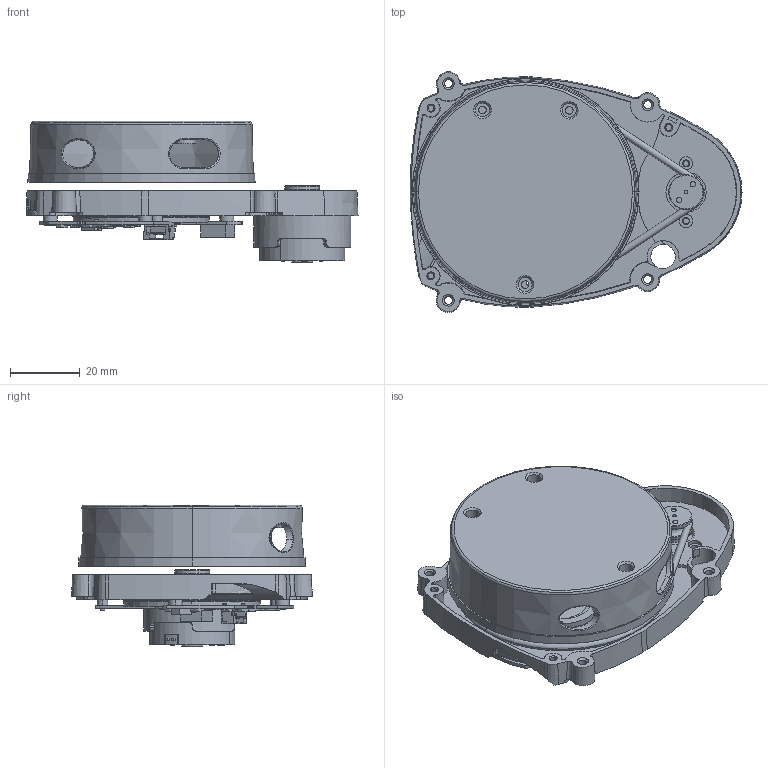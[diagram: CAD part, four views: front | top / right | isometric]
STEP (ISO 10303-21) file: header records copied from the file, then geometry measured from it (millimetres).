
FILE_DESCRIPTION((''),'2;1');
FILE_NAME('S4-ZY-1__ASM','2022-06-10T13:43:46',('EAI0193'),(''),'CREO PARAMETRIC BY PTC INC, 2019224','CREO PARAMETRIC BY PTC INC, 2019224','');
FILE_SCHEMA(('AUTOMOTIVE_DESIGN { 1 0 10303 214 1 1 1 1 }'));
Length unit declared in the file: metre
Products named in the file (69): 01_03_010128_ZY00; _-120001; _-240001; _-360001; _-480001; _-600001; _-720001; _-840001; _-960001; _-1080001; _-1200001; _-1320001; _-1440001; _-1560001; _-1680001; _-1800001; _-1920001; _-2040001; _-2160001; _-2280001; _-2400001; _-2520001; _-2640001; _-2760001; _-2880001; _-3000001; _-3120001; _-3240001; _-3360001; _-3480001; _-3600001; _-3720001; _-3840001; _-3960001; _-4080001; _-4200001; _-4320001; _-4440001; _-4560001; _-4680001 ...
Assembly tree (68 placements, depth 3):
  S4-ZY-1__ASM
    S4-ZY-1__1_ASM
      01_03_010128_ZY00
      _-120001
      _-240001
      _-360001
      _-480001
      _-600001
      _-720001
      _-840001
      _-960001
      _-1080001
      _-1200001
      _-1320001
      _-1440001
      _-1560001
      _-1680001
      _-1800001
      _-1920001
      _-2040001
      _-2160001
      _-2280001
      _-2400001
      _-2520001
      _-2640001
      _-2760001
      _-2880001
      _-3000001
      _-3120001
      _-3240001
      _-3360001
      _-3480001
      _-3600001
      _-3720001
      _-3840001
      _-3960001
      _-4080001
      _-4200001
      _-4320001
      _-4440001
      _-4560001
      _-4680001
      _-4800001
      _-4920001
      _-5040001
      _-5160001
      _-5280001
      _-5400001
      _-5520001
      _-5640001
      _-5760001
      _-5880001
      _-6000001
      _-6120001
      _-6240001
      _-6360001
      _-6480001
      _-6600001
      _-6720001
      _-6840001
Bounding box: 95 x 68.91 x 40.5 mm (x, y, z)
Volume: 31241 mm3; surface area: 37830.3 mm2
Topology: 67 solids, 68 shells, 1072 faces, 2762 edges, 1866 vertices
Faces by surface type: plane 648, cylinder 235, cone 111, torus 56, bspline 22
Entity records: 46686 total; most frequent: CARTESIAN_POINT 11165, DIRECTION 6109, ORIENTED_EDGE 5524, EDGE_CURVE 2762, AXIS2_PLACEMENT_3D 2236, VERTEX_POINT 1866, VECTOR 1637, LINE 1637
